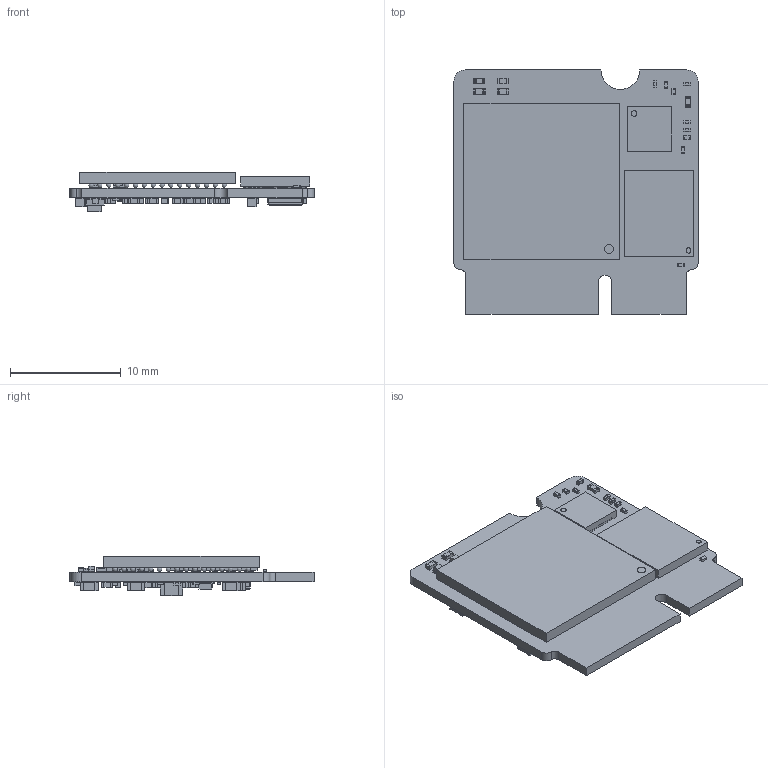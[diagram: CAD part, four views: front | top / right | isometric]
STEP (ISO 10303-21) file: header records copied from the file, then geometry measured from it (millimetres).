
FILE_DESCRIPTION(('KiCad electronic assembly'),'2;1');
FILE_NAME('soldiercrab_r2.step','2024-05-30T17:36:19',('Pcbnew'),( 'Kicad'),'Open CASCADE STEP processor 7.7','KiCad to STEP converter' ,'Unknown');
FILE_SCHEMA(('AUTOMOTIVE_DESIGN { 1 0 10303 214 1 1 1 1 }'));
Length unit declared in the file: millimetre
Products named in the file (26): soldiercrab_r2 1; BGA-256_14.0x14.0mm_Layout16x16_P0.8mm_Ball0.45mm_Pad0.32mm_NSMD; BGA_256_140x140mm_Layout16x16_P08mm_Ball045mm_Pad032mm_NSMD; BGA-25_6.35x6.35mm_Layout5x5_P1.27mm; BGA_25_635x635mm_Layout5x5_P127mm; QFN-24-1EP_4x4mm_P0.5mm_EP2.6x2.6mm; QFN-24-1EP_4x4mm_Pitch0.5mm; R_0201_0603Metric; LED_0402_1005Metric; C_0201_0603Metric; R_0402_1005Metric; C_0402_1005Metric; C_0603_1608Metric; Crystal_SMD_3225-4Pin_3.2x2.5mm; SOT-563; SOT_563; L_0805_2012Metric; cynthion_PCB
Assembly tree (82 placements, depth 3):
  soldiercrab_r2 1
    BGA-256_14.0x14.0mm_Layout16x16_P0.8mm_Ball0.45mm_Pad0.32mm_NSMD
      BGA_256_140x140mm_Layout16x16_P08mm_Ball045mm_Pad032mm_NSMD
    BGA-25_6.35x6.35mm_Layout5x5_P1.27mm
      BGA_25_635x635mm_Layout5x5_P127mm
    QFN-24-1EP_4x4mm_P0.5mm_EP2.6x2.6mm
      QFN-24-1EP_4x4mm_Pitch0.5mm
    R_0201_0603Metric  x8
      R_0201_0603Metric
    LED_0402_1005Metric  x2
      LED_0402_1005Metric
    C_0201_0603Metric  x5
      C_0201_0603Metric
    R_0402_1005Metric  x10
      R_0402_1005Metric
    C_0402_1005Metric  x34
      C_0402_1005Metric
    C_0603_1608Metric  x4
      C_0603_1608Metric
    Crystal_SMD_3225-4Pin_3.2x2.5mm
      Crystal_SMD_3225-4Pin_3.2x2.5mm
    SOT-563
      SOT_563
    L_0805_2012Metric
      L_0805_2012Metric
    cynthion_PCB
Bounding box: 22 x 22 x 3.6 mm (x, y, z)
Volume: 672.1 mm3; surface area: 1859.1 mm2
Topology: 70 solids, 70 shells, 2152 faces, 5629 edges, 3714 vertices
Faces by surface type: plane 1319, cylinder 735, sphere 60, bspline 38
Full cylindrical faces by diameter (mm): 0.25 x1, 0.5 x1, 0.8 x1
Entity records: 23757 total; most frequent: CARTESIAN_POINT 5118, DIRECTION 2965, ORIENTED_EDGE 2904, EDGE_CURVE 1452, LINE 1027, VECTOR 1027, VERTEX_POINT 1004, AXIS2_PLACEMENT_3D 969
